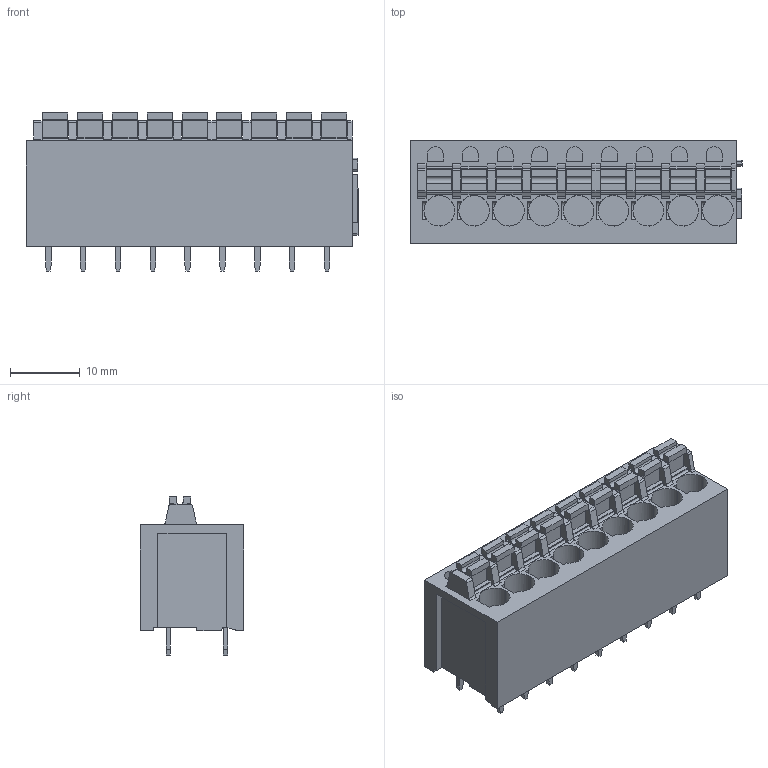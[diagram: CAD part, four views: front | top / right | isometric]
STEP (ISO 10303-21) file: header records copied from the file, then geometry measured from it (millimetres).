
FILE_DESCRIPTION(('CATIA V5 STEP Exchange','CAx-IF Rec.Pracs.--- Model Styling and Organization---1.2---2011-12-15'),'2;1');
FILE_NAME ('D1451064_0_1330250000_1330250000.stp','2018-09-07T10:33:11+00:00',('none'),('Weidmueller'),'CATIA Version 5-6 Release 2014','CATIA V5 STEP AP214','none');
FILE_SCHEMA(('AUTOMOTIVE_DESIGN { 1 0 10303 214 1 1 1 1 }'));
Length unit declared in the file: millimetre
Products named in the file (1): 1330250000
Bounding box: 47.65 x 14.8 x 22.7 mm (x, y, z)
Volume: 9721.6 mm3; surface area: 5948.6 mm2
Topology: 28 solids, 28 shells, 636 faces, 1677 edges, 1118 vertices
Faces by surface type: plane 491, cylinder 145
Entity records: 17600 total; most frequent: ORIENTED_EDGE 3354, CARTESIAN_POINT 3196, DIRECTION 2252, EDGE_CURVE 1677, VECTOR 1360, LINE 1360, VERTEX_POINT 1118, EDGE_LOOP 657
